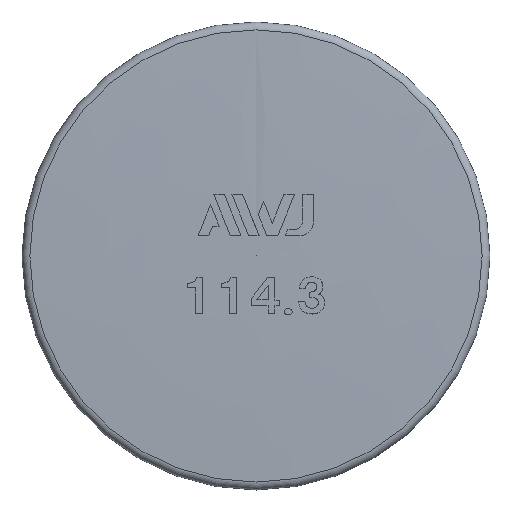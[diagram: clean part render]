
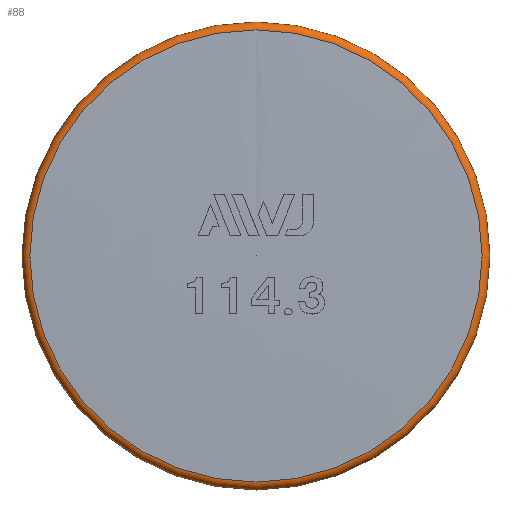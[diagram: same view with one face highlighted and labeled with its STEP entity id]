
A CAD part, top view. The second image highlights one B-rep face of the part: STEP entity #88.
In plain terms, the highlighted toroidal (fillet/blend) face has major radius 55.15 mm and minor radius 2 mm.
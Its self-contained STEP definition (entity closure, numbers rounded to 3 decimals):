
#88 = ADVANCED_FACE( '', ( #216, #217 ), #218, .T. );
#216 = FACE_OUTER_BOUND( '', #560, .T. );
#217 = FACE_OUTER_BOUND( '', #561, .T. );
#218 = TOROIDAL_SURFACE( '', #562, 55.15, 2. );
#560 = EDGE_LOOP( '', ( #1137 ) );
#561 = EDGE_LOOP( '', ( #1138 ) );
#562 = AXIS2_PLACEMENT_3D( '', #1139, #1140, #1141 );
#1137 = ORIENTED_EDGE( '', *, *, #1795, .F. );
#1138 = ORIENTED_EDGE( '', *, *, #1743, .T. );
#1139 = CARTESIAN_POINT( '', ( 0., 0., 25.071 ) );
#1140 = DIRECTION( '', ( 0., 0., -1. ) );
#1141 = DIRECTION( '', ( 0., 1., 0. ) );
#1743 = EDGE_CURVE( '', #2006, #2006, #2007, .T. );
#1795 = EDGE_CURVE( '', #2102, #2102, #2103, .T. );
#2006 = VERTEX_POINT( '', #2759 );
#2007 = CIRCLE( '', #2760, 55.221 );
#2102 = VERTEX_POINT( '', #3232 );
#2103 = CIRCLE( '', #3233, 57.15 );
#2759 = CARTESIAN_POINT( '', ( 0., 55.221, 27.069 ) );
#2760 = AXIS2_PLACEMENT_3D( '', #3698, #3699, #3700 );
#3232 = CARTESIAN_POINT( '', ( 0., 57.15, 25.071 ) );
#3233 = AXIS2_PLACEMENT_3D( '', #3709, #3710, #3711 );
#3698 = CARTESIAN_POINT( '', ( 0., 0., 27.069 ) );
#3699 = DIRECTION( '', ( 0., 0., -1. ) );
#3700 = DIRECTION( '', ( 0., 1., 0. ) );
#3709 = CARTESIAN_POINT( '', ( 0., 0., 25.071 ) );
#3710 = DIRECTION( '', ( 0., 0., -1. ) );
#3711 = DIRECTION( '', ( 0., 1., 0. ) );
